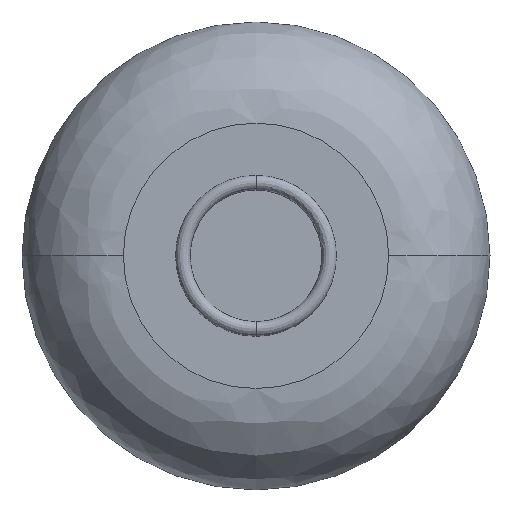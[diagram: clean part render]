
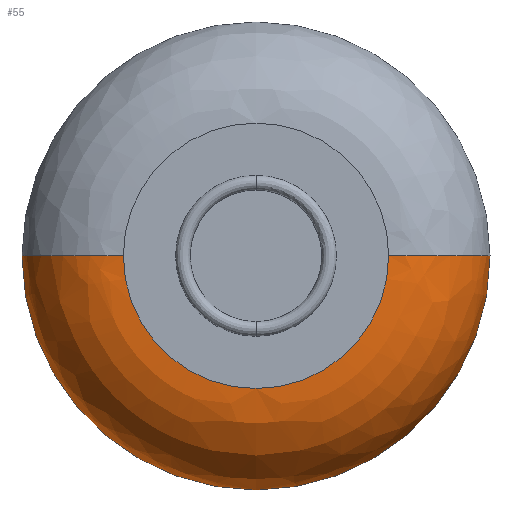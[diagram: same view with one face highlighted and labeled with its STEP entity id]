
A CAD part, top view. The second image highlights one B-rep face of the part: STEP entity #55.
In plain terms, the highlighted free-form (B-spline) face has degree [2, 2] with [5, 5] control points.
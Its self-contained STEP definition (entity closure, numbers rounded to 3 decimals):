
#55=ADVANCED_FACE('',(#215),#214,.T.);
#214=( BOUNDED_SURFACE() B_SPLINE_SURFACE( 2,2,((#406,#407,#408,#409,#410),(#411,#412,#413,#414,#415),(#416,#417,#418,#419,#420),(#421,#422,#423,#424,#425),(#426,#427,#428,#429,#430)), .UNSPECIFIED.,.F.,.F.,.F.) B_SPLINE_SURFACE_WITH_KNOTS((3,2,3),(3,2,3),(0.,0.5,1.),(0.,0.5,1.), .UNSPECIFIED. ) GEOMETRIC_REPRESENTATION_ITEM() RATIONAL_B_SPLINE_SURFACE(((1.,0.756,1.,0.756,1.),(0.707,0.535,0.707,0.535,0.707),(1.,0.756,1.,0.756,1.),(0.707,0.535,0.707,0.535,0.707),(1.,0.756,1.,0.756,1.))) REPRESENTATION_ITEM('') SURFACE() );
#215=FACE_OUTER_BOUND('',#431,.T.);
#406=CARTESIAN_POINT('',(1.072,0.,-3.));
#407=CARTESIAN_POINT('',(1.505,0.,0.));
#408=CARTESIAN_POINT('',(4.536,0.,0.));
#409=CARTESIAN_POINT('',(7.567,0.,0.));
#410=CARTESIAN_POINT('',(8.,0.,-3.));
#411=CARTESIAN_POINT('',(1.072,-1.072,-3.));
#412=CARTESIAN_POINT('',(1.505,-1.505,0.));
#413=CARTESIAN_POINT('',(4.536,-4.536,0.));
#414=CARTESIAN_POINT('',(7.567,-7.567,0.));
#415=CARTESIAN_POINT('',(8.,-8.,-3.));
#416=CARTESIAN_POINT('',(0.,-1.072,-3.));
#417=CARTESIAN_POINT('',(0.,-1.505,0.));
#418=CARTESIAN_POINT('',(0.,-4.536,0.));
#419=CARTESIAN_POINT('',(0.,-7.567,0.));
#420=CARTESIAN_POINT('',(0.,-8.,-3.));
#421=CARTESIAN_POINT('',(-1.072,-1.072,-3.));
#422=CARTESIAN_POINT('',(-1.505,-1.505,0.));
#423=CARTESIAN_POINT('',(-4.536,-4.536,0.));
#424=CARTESIAN_POINT('',(-7.567,-7.567,0.));
#425=CARTESIAN_POINT('',(-8.,-8.,-3.));
#426=CARTESIAN_POINT('',(-1.072,0.,-3.));
#427=CARTESIAN_POINT('',(-1.505,0.,0.));
#428=CARTESIAN_POINT('',(-4.536,0.,0.));
#429=CARTESIAN_POINT('',(-7.567,0.,0.));
#430=CARTESIAN_POINT('',(-8.,0.,-3.));
#431=EDGE_LOOP('',(#556,#557,#558,#559));
#556=ORIENTED_EDGE('',*,*,#578,.T.);
#557=ORIENTED_EDGE('',*,*,#614,.T.);
#558=ORIENTED_EDGE('',*,*,#594,.F.);
#559=ORIENTED_EDGE('',*,*,#615,.F.);
#578=EDGE_CURVE('',#620,#621,#622,.T.);
#594=EDGE_CURVE('',#732,#733,#734,.T.);
#614=EDGE_CURVE('',#621,#733,#864,.T.);
#615=EDGE_CURVE('',#620,#732,#870,.T.);
#620=VERTEX_POINT('',#900);
#621=VERTEX_POINT('',#901);
#622=CIRCLE('',#905,4.536);
#732=VERTEX_POINT('',#980);
#733=VERTEX_POINT('',#981);
#734=CIRCLE('',#985,8.);
#864=(BOUNDED_CURVE() B_SPLINE_CURVE(2,(#1062,#1063,#1064),.UNSPECIFIED.,.F.,.F.) B_SPLINE_CURVE_WITH_KNOTS((3,3),(0.5,1.),.UNSPECIFIED.) CURVE() GEOMETRIC_REPRESENTATION_ITEM() RATIONAL_B_SPLINE_CURVE((1.,0.756,1.)) REPRESENTATION_ITEM('') );
#870=(BOUNDED_CURVE() B_SPLINE_CURVE(3,(#1065,#1066,#1067,#1068,#1069),.UNSPECIFIED.,.F.,.F.) B_SPLINE_CURVE_WITH_KNOTS((4,1,4),(0.5,0.75,1.),.UNSPECIFIED.) CURVE() GEOMETRIC_REPRESENTATION_ITEM() RATIONAL_B_SPLINE_CURVE((1.,1.,1.,1.,1.)) REPRESENTATION_ITEM('') );
#900=CARTESIAN_POINT('',(4.536,0.,0.));
#901=CARTESIAN_POINT('',(-4.536,0.,0.));
#902=CARTESIAN_POINT('',(0.,0.,0.));
#903=DIRECTION('',(0.,0.,-1.));
#904=DIRECTION('',(-1.,0.,0.));
#905=AXIS2_PLACEMENT_3D('',#902,#903,#904);
#980=CARTESIAN_POINT('',(8.,0.,-3.));
#981=CARTESIAN_POINT('',(-8.,0.,-3.));
#982=CARTESIAN_POINT('',(0.,0.,-3.));
#983=DIRECTION('',(0.,0.,-1.));
#984=DIRECTION('',(1.,0.,0.));
#985=AXIS2_PLACEMENT_3D('',#982,#983,#984);
#1062=CARTESIAN_POINT('',(-4.536,0.,0.));
#1063=CARTESIAN_POINT('',(-7.567,0.,0.));
#1064=CARTESIAN_POINT('',(-8.,0.,-3.));
#1065=CARTESIAN_POINT('',(4.536,0.,0.));
#1066=CARTESIAN_POINT('',(5.362,0.,0.005));
#1067=CARTESIAN_POINT('',(7.03,0.,-0.62));
#1068=CARTESIAN_POINT('',(7.887,0.,-2.181));
#1069=CARTESIAN_POINT('',(8.,0.,-3.));
